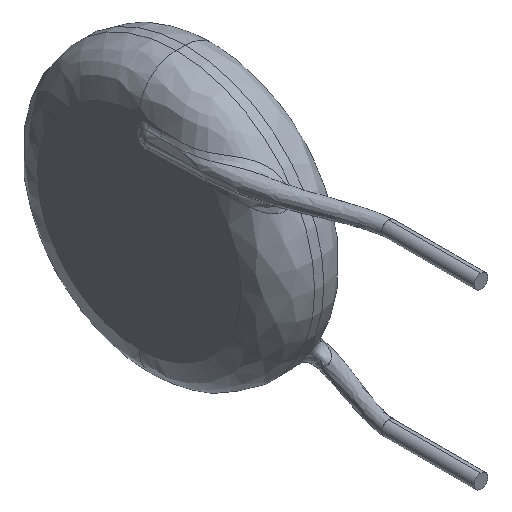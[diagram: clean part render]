
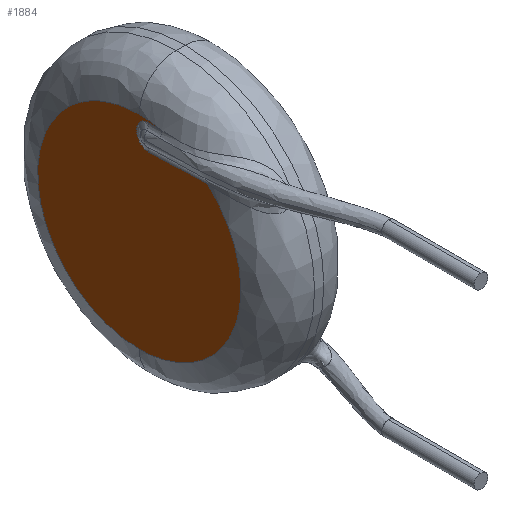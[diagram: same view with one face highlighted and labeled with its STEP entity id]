
A CAD part, isometric view. The second image highlights one B-rep face of the part: STEP entity #1884.
In plain terms, the highlighted planar face has unit normal (-1, 0, 0).
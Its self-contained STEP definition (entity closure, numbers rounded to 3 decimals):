
#23 = CARTESIAN_POINT ( 'NONE',  ( -1.8, 10.104, 3.608 ) ) ;
#110 = CARTESIAN_POINT ( 'NONE',  ( -1.8, 9.669, 4.4 ) ) ;
#169 = CARTESIAN_POINT ( 'NONE',  ( -1.8, 5.6, 0. ) ) ;
#171 = VERTEX_POINT ( 'NONE', #2905 ) ;
#206 = CARTESIAN_POINT ( 'NONE',  ( -1.8, 8.306, 3.218 ) ) ;
#250 = CARTESIAN_POINT ( 'NONE',  ( -1.8, 9.164, 3.213 ) ) ;
#423 = CARTESIAN_POINT ( 'NONE',  ( -1.8, 9.728, 3.213 ) ) ;
#427 = CARTESIAN_POINT ( 'NONE',  ( -1.8, 10., 4.4 ) ) ;
#517 = CARTESIAN_POINT ( 'NONE',  ( -1.8, 7.675, 3.233 ) ) ;
#523 = FACE_OUTER_BOUND ( 'NONE', #3384, .T. ) ;
#538 = CARTESIAN_POINT ( 'NONE',  ( -1.8, 8.11, 3.221 ) ) ;
#558 = CARTESIAN_POINT ( 'NONE',  ( -1.8, 7.774, 3.229 ) ) ;
#624 = EDGE_CURVE ( 'NONE', #1044, #2455, #1777, .T. ) ;
#649 = ORIENTED_EDGE ( 'NONE', *, *, #624, .T. ) ;
#733 = CARTESIAN_POINT ( 'NONE',  ( -1.8, 10.117, 3.678 ) ) ;
#754 = ORIENTED_EDGE ( 'NONE', *, *, #4074, .F. ) ;
#792 = CARTESIAN_POINT ( 'NONE',  ( -1.8, 10., -4.4 ) ) ;
#795 =( BOUNDED_CURVE ( )  B_SPLINE_CURVE ( 3, ( #1092, #110, #2386, #3143 ),
 .UNSPECIFIED., .F., .F. ) 
 B_SPLINE_CURVE_WITH_KNOTS ( ( 4, 4 ),
 ( 0., 1. ),
 .UNSPECIFIED. ) 
 CURVE ( )  GEOMETRIC_REPRESENTATION_ITEM ( )  RATIONAL_B_SPLINE_CURVE ( ( 1., 0.996, 0.996, 1. ) ) 
 REPRESENTATION_ITEM ( '' )  );
#877 = CARTESIAN_POINT ( 'NONE',  ( -1.8, 7.493, 3.241 ) ) ;
#900 = CARTESIAN_POINT ( 'NONE',  ( -1.8, 7.058, 3.272 ) ) ;
#983 = CARTESIAN_POINT ( 'NONE',  ( -1.8, 10., -4.4 ) ) ;
#1020 = AXIS2_PLACEMENT_3D ( 'NONE', #169, #3917, #1528 ) ;
#1044 = VERTEX_POINT ( 'NONE', #4171 ) ;
#1050 = CARTESIAN_POINT ( 'NONE',  ( -1.8, 9.919, 4.19 ) ) ;
#1073 = EDGE_CURVE ( 'NONE', #171, #3792, #4359, .T. ) ;
#1086 =( BOUNDED_CURVE ( )  B_SPLINE_CURVE ( 3, ( #4321, #4346, #2664, #983 ),
 .UNSPECIFIED., .F., .T. ) 
 B_SPLINE_CURVE_WITH_KNOTS ( ( 4, 4 ),
 ( 0., 1. ),
 .UNSPECIFIED. ) 
 CURVE ( )  GEOMETRIC_REPRESENTATION_ITEM ( )  RATIONAL_B_SPLINE_CURVE ( ( 1., 0.572, 0.572, 1. ) ) 
 REPRESENTATION_ITEM ( '' )  );
#1092 = CARTESIAN_POINT ( 'NONE',  ( -1.8, 10., 4.4 ) ) ;
#1097 = CARTESIAN_POINT ( 'NONE',  ( -1.8, 9.727, 4.288 ) ) ;
#1104 = B_SPLINE_CURVE_WITH_KNOTS ( 'NONE', 3,
 ( #1140, #1471, #423, #2482, #1427, #2412, #3771, #23, #733, #3059, #3149, #1776, #2778, #1050, #1737, #1097, #3084, #1383 ),
 .UNSPECIFIED., .F., .F.,
 ( 4, 2, 2, 2, 2, 2, 2, 2, 4 ),
 ( 0., 0.125, 0.25, 0.375, 0.5, 0.625, 0.75, 0.875, 1. ),
 .UNSPECIFIED. ) ;
#1140 = CARTESIAN_POINT ( 'NONE',  ( -1.8, 9.586, 3.201 ) ) ;
#1215 = CARTESIAN_POINT ( 'NONE',  ( -1.8, 8.29, 3.218 ) ) ;
#1275 =( BOUNDED_CURVE ( )  B_SPLINE_CURVE ( 3, ( #1363, #2001, #3417, #2737 ),
 .UNSPECIFIED., .F., .F. ) 
 B_SPLINE_CURVE_WITH_KNOTS ( ( 4, 4 ),
 ( 0., 1. ),
 .UNSPECIFIED. ) 
 CURVE ( )  GEOMETRIC_REPRESENTATION_ITEM ( )  RATIONAL_B_SPLINE_CURVE ( ( 1., 0.333, 0.333, 1. ) ) 
 REPRESENTATION_ITEM ( '' )  );
#1320 = CARTESIAN_POINT ( 'NONE',  ( -1.8, 9.586, 3.201 ) ) ;
#1363 = CARTESIAN_POINT ( 'NONE',  ( -1.8, 10., -4.4 ) ) ;
#1383 = CARTESIAN_POINT ( 'NONE',  ( -1.8, 9.586, 4.299 ) ) ;
#1397 = EDGE_CURVE ( 'NONE', #3792, #1044, #1104, .T. ) ;
#1427 = CARTESIAN_POINT ( 'NONE',  ( -1.8, 9.919, 3.31 ) ) ;
#1471 = CARTESIAN_POINT ( 'NONE',  ( -1.8, 9.657, 3.199 ) ) ;
#1528 = DIRECTION ( 'NONE',  ( 0., 0., 1. ) ) ;
#1540 = CARTESIAN_POINT ( 'NONE',  ( -1.8, 7.305, 3.251 ) ) ;
#1720 = CARTESIAN_POINT ( 'NONE',  ( -1.8, 9.586, 4.299 ) ) ;
#1737 = CARTESIAN_POINT ( 'NONE',  ( -1.8, 9.862, 4.23 ) ) ;
#1776 = CARTESIAN_POINT ( 'NONE',  ( -1.8, 10.053, 4.027 ) ) ;
#1777 = B_SPLINE_CURVE_WITH_KNOTS ( 'NONE', 3,
 ( #1720, #4373, #3738, #2070 ),
 .UNSPECIFIED., .F., .F.,
 ( 4, 4 ),
 ( 0., 1. ),
 .UNSPECIFIED. ) ;
#1884 = ADVANCED_FACE ( 'NONE', ( #523 ), #2544, .T. ) ;
#1897 = CARTESIAN_POINT ( 'NONE',  ( -1.8, 9.586, 3.201 ) ) ;
#1904 = VERTEX_POINT ( 'NONE', #792 ) ;
#1917 = CARTESIAN_POINT ( 'NONE',  ( -1.8, 8.743, 3.212 ) ) ;
#2001 = CARTESIAN_POINT ( 'NONE',  ( -1.8, 18.8, -4.4 ) ) ;
#2070 = CARTESIAN_POINT ( 'NONE',  ( -1.8, 9.018, 4.289 ) ) ;
#2200 = CARTESIAN_POINT ( 'NONE',  ( -1.8, 8.213, 3.219 ) ) ;
#2255 = EDGE_CURVE ( 'NONE', #1904, #2379, #1275, .T. ) ;
#2379 = VERTEX_POINT ( 'NONE', #427 ) ;
#2386 = CARTESIAN_POINT ( 'NONE',  ( -1.8, 9.341, 4.363 ) ) ;
#2412 = CARTESIAN_POINT ( 'NONE',  ( -1.8, 10.016, 3.413 ) ) ;
#2455 = VERTEX_POINT ( 'NONE', #2634 ) ;
#2482 = CARTESIAN_POINT ( 'NONE',  ( -1.8, 9.86, 3.269 ) ) ;
#2544 = PLANE ( 'NONE',  #1020 ) ;
#2634 = CARTESIAN_POINT ( 'NONE',  ( -1.8, 9.018, 4.289 ) ) ;
#2664 = CARTESIAN_POINT ( 'NONE',  ( -1.8, 5.212, -4.4 ) ) ;
#2737 = CARTESIAN_POINT ( 'NONE',  ( -1.8, 10., 4.4 ) ) ;
#2749 = ORIENTED_EDGE ( 'NONE', *, *, #1397, .T. ) ;
#2778 = CARTESIAN_POINT ( 'NONE',  ( -1.8, 10.016, 4.087 ) ) ;
#2875 = CARTESIAN_POINT ( 'NONE',  ( -1.8, 7.639, 3.234 ) ) ;
#2894 = CARTESIAN_POINT ( 'NONE',  ( -1.8, 7.684, 3.232 ) ) ;
#2905 = CARTESIAN_POINT ( 'NONE',  ( -1.8, 7.058, 3.272 ) ) ;
#2914 = CARTESIAN_POINT ( 'NONE',  ( -1.8, 7.59, 3.236 ) ) ;
#2956 = CARTESIAN_POINT ( 'NONE',  ( -1.8, 7.154, 3.263 ) ) ;
#3059 = CARTESIAN_POINT ( 'NONE',  ( -1.8, 10.117, 3.822 ) ) ;
#3084 = CARTESIAN_POINT ( 'NONE',  ( -1.8, 9.657, 4.301 ) ) ;
#3143 = CARTESIAN_POINT ( 'NONE',  ( -1.8, 9.018, 4.289 ) ) ;
#3149 = CARTESIAN_POINT ( 'NONE',  ( -1.8, 10.105, 3.891 ) ) ;
#3202 = ORIENTED_EDGE ( 'NONE', *, *, #3558, .F. ) ;
#3286 = CARTESIAN_POINT ( 'NONE',  ( -1.8, 8.315, 3.217 ) ) ;
#3384 = EDGE_LOOP ( 'NONE', ( #2749, #649, #3202, #4329, #754, #4025 ) ) ;
#3417 = CARTESIAN_POINT ( 'NONE',  ( -1.8, 18.8, 4.4 ) ) ;
#3558 = EDGE_CURVE ( 'NONE', #2379, #2455, #795, .T. ) ;
#3560 = CARTESIAN_POINT ( 'NONE',  ( -1.8, 8.267, 3.218 ) ) ;
#3738 = CARTESIAN_POINT ( 'NONE',  ( -1.8, 9.239, 4.291 ) ) ;
#3771 = CARTESIAN_POINT ( 'NONE',  ( -1.8, 10.054, 3.475 ) ) ;
#3792 = VERTEX_POINT ( 'NONE', #1320 ) ;
#3888 = CARTESIAN_POINT ( 'NONE',  ( -1.8, 7.661, 3.233 ) ) ;
#3917 = DIRECTION ( 'NONE',  ( -1., 0., 0. ) ) ;
#3972 = CARTESIAN_POINT ( 'NONE',  ( -1.8, 7.917, 3.224 ) ) ;
#4025 = ORIENTED_EDGE ( 'NONE', *, *, #1073, .T. ) ;
#4074 = EDGE_CURVE ( 'NONE', #171, #1904, #1086, .T. ) ;
#4171 = CARTESIAN_POINT ( 'NONE',  ( -1.8, 9.586, 4.299 ) ) ;
#4321 = CARTESIAN_POINT ( 'NONE',  ( -1.8, 7.058, 3.272 ) ) ;
#4329 = ORIENTED_EDGE ( 'NONE', *, *, #2255, .F. ) ;
#4346 = CARTESIAN_POINT ( 'NONE',  ( -1.8, 3.497, 0.071 ) ) ;
#4359 = B_SPLINE_CURVE_WITH_KNOTS ( 'NONE', 3,
 ( #900, #2956, #1540, #877, #2914, #2875, #3888, #517, #2894, #558, #3972, #538, #2200, #3560, #1215, #206, #3286, #1917, #250, #1897 ),
 .UNSPECIFIED., .F., .F.,
 ( 4, 1, 1, 1, 1, 2, 2, 1, 1, 1, 1, 2, 2, 4 ),
 ( 0., 0.125, 0.187, 0.219, 0.234, 0.242, 0.25, 0.375, 0.438, 0.469, 0.484, 0.492, 0.5, 1. ),
 .UNSPECIFIED. ) ;
#4373 = CARTESIAN_POINT ( 'NONE',  ( -1.8, 9.429, 4.295 ) ) ;
